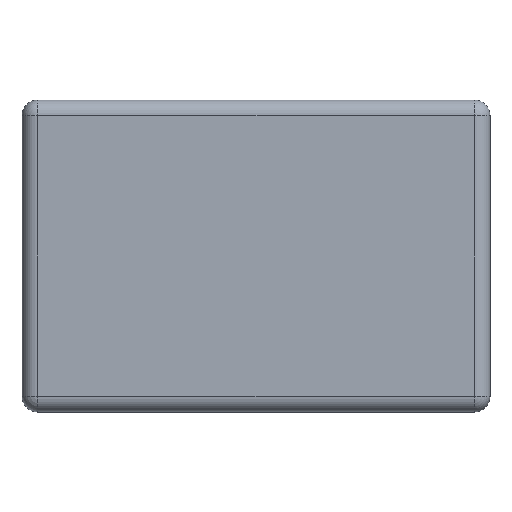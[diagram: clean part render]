
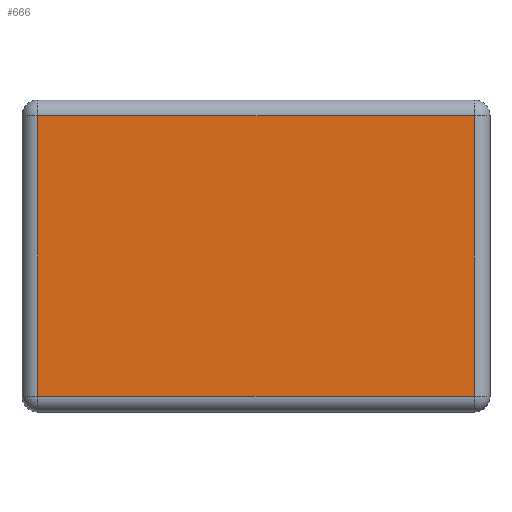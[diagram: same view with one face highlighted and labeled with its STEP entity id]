
A CAD part, front view. The second image highlights one B-rep face of the part: STEP entity #666.
In plain terms, the highlighted planar face has unit normal (0, -1, 0).
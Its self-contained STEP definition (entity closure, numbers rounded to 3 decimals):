
#31 = VERTEX_POINT ( 'NONE', #1510 ) ;
#48 = DIRECTION ( 'NONE',  ( 0., 0., 1. ) ) ;
#49 = VECTOR ( 'NONE', #1442, 1000. ) ;
#52 = VERTEX_POINT ( 'NONE', #758 ) ;
#72 = CARTESIAN_POINT ( 'NONE',  ( 28., 0., 0. ) ) ;
#77 = ORIENTED_EDGE ( 'NONE', *, *, #843, .T. ) ;
#90 = LINE ( 'NONE', #520, #49 ) ;
#135 = FACE_OUTER_BOUND ( 'NONE', #1397, .T. ) ;
#158 = LINE ( 'NONE', #1546, #1309 ) ;
#192 = CARTESIAN_POINT ( 'NONE',  ( -28., 0., -18. ) ) ;
#220 = CARTESIAN_POINT ( 'NONE',  ( 0., 0., 0. ) ) ;
#248 = EDGE_CURVE ( 'NONE', #31, #1193, #1268, .T. ) ;
#478 = DIRECTION ( 'NONE',  ( 0., 0., 1. ) ) ;
#520 = CARTESIAN_POINT ( 'NONE',  ( 0., 0., -18. ) ) ;
#559 = AXIS2_PLACEMENT_3D ( 'NONE', #220, #1131, #478 ) ;
#624 = EDGE_CURVE ( 'NONE', #52, #1454, #1011, .T. ) ;
#666 = ADVANCED_FACE ( 'NONE', ( #135 ), #1649, .F. ) ;
#731 = VECTOR ( 'NONE', #48, 1000. ) ;
#758 = CARTESIAN_POINT ( 'NONE',  ( 28., 0., -18. ) ) ;
#843 = EDGE_CURVE ( 'NONE', #1193, #52, #90, .T. ) ;
#937 = CARTESIAN_POINT ( 'NONE',  ( -28., 0., 0. ) ) ;
#1011 = LINE ( 'NONE', #72, #731 ) ;
#1131 = DIRECTION ( 'NONE',  ( 0., 1., 0. ) ) ;
#1193 = VERTEX_POINT ( 'NONE', #192 ) ;
#1197 = ORIENTED_EDGE ( 'NONE', *, *, #248, .T. ) ;
#1216 = ORIENTED_EDGE ( 'NONE', *, *, #1490, .T. ) ;
#1268 = LINE ( 'NONE', #937, #1483 ) ;
#1309 = VECTOR ( 'NONE', #1323, 1000. ) ;
#1318 = CARTESIAN_POINT ( 'NONE',  ( 28., 0., 18. ) ) ;
#1323 = DIRECTION ( 'NONE',  ( -1., 0., 0. ) ) ;
#1397 = EDGE_LOOP ( 'NONE', ( #1197, #77, #1662, #1216 ) ) ;
#1441 = DIRECTION ( 'NONE',  ( 0., 0., -1. ) ) ;
#1442 = DIRECTION ( 'NONE',  ( 1., 0., 0. ) ) ;
#1454 = VERTEX_POINT ( 'NONE', #1318 ) ;
#1483 = VECTOR ( 'NONE', #1441, 1000. ) ;
#1490 = EDGE_CURVE ( 'NONE', #1454, #31, #158, .T. ) ;
#1510 = CARTESIAN_POINT ( 'NONE',  ( -28., 0., 18. ) ) ;
#1546 = CARTESIAN_POINT ( 'NONE',  ( 0., 0., 18. ) ) ;
#1649 = PLANE ( 'NONE',  #559 ) ;
#1662 = ORIENTED_EDGE ( 'NONE', *, *, #624, .T. ) ;
